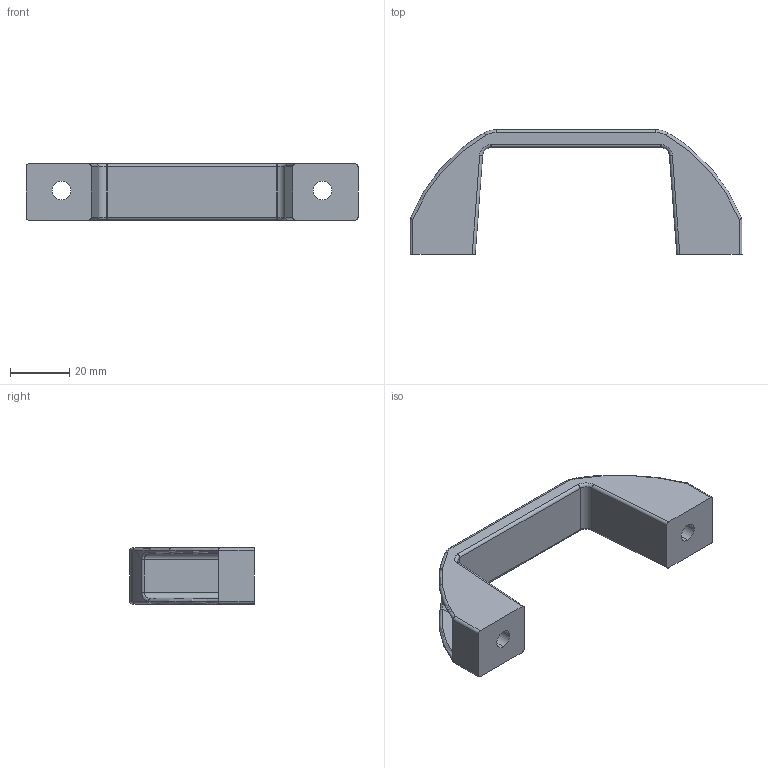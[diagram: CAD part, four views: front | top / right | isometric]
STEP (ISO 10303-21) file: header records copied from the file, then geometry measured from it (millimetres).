
FILE_DESCRIPTION (( 'STEP AP214' ), '1' );
FILE_NAME ('HANDLE-RTR-DH 19.STEP', '2019-03-23T07:28:14', ( 'user' ), ( '' ), 'SwSTEP 2.0', 'SolidWorks 2019', '' );
FILE_SCHEMA (( 'AUTOMOTIVE_DESIGN' ));
Length unit declared in the file: millimetre
Products named in the file (1): HANDLE-RTR-DH 19
Bounding box: 112 x 42 x 19 mm (x, y, z)
Volume: 22443.1 mm3; surface area: 11684.3 mm2
Topology: 1 solids, 1 shells, 98 faces, 234 edges, 140 vertices
Faces by surface type: plane 40, cylinder 34, torus 20, bspline 4
Entity records: 3180 total; most frequent: CARTESIAN_POINT 857, DIRECTION 504, ORIENTED_EDGE 468, EDGE_CURVE 234, AXIS2_PLACEMENT_3D 195, VERTEX_POINT 140, VECTOR 114, LINE 114
